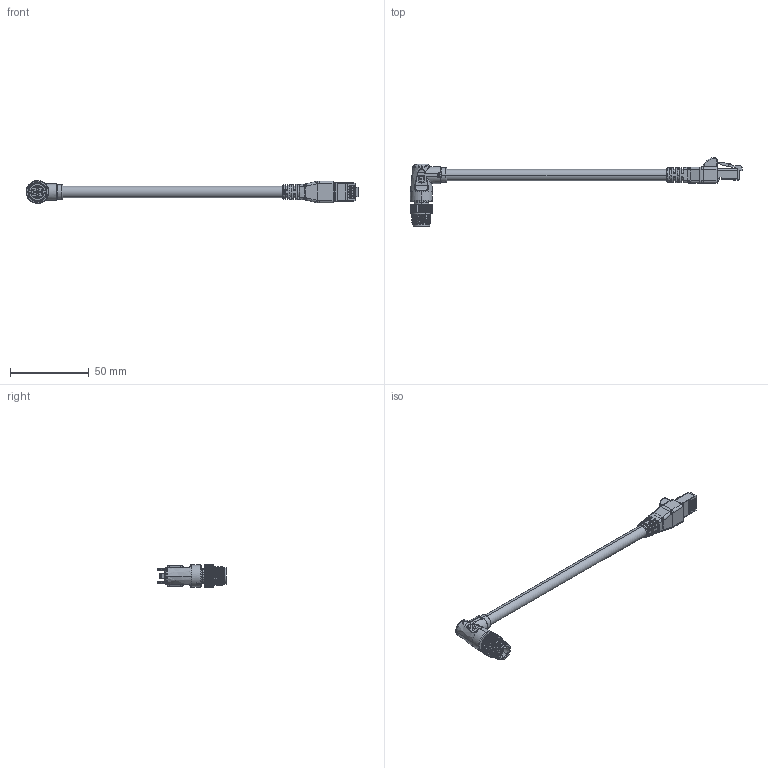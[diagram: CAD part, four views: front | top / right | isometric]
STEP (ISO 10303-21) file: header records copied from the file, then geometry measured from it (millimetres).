
FILE_DESCRIPTION (( 'STEP AP203' ), '1' );
FILE_NAME ('10-06563.STEP', '2026-02-27T23:43:21', ( '' ), ( '' ), 'SwSTEP 2.0', 'SolidWorks 2025', '' );
FILE_SCHEMA (( 'CONFIG_CONTROL_DESIGN' ));
Length unit declared in the file: millimetre
Products named in the file (11): 50-00993-01_STEP; 50-00993-02; 50-00993-04_默认; 50-00993-05; 24-00464; 30-01713_blunt cut; 50-00993-03; 24-00362; 10-06563; 50-00993_STEP; 50-00995
Assembly tree (20 placements, depth 3):
  10-06563
    30-01713_blunt cut
    24-00464
    24-00362
    50-00993_STEP
      50-00993-01_STEP
      50-00993-02
      50-00993-03  x4
      50-00993-04_默认  x8
      50-00993-05
    50-00995
Bounding box: 210.35 x 43.62 x 14.49 mm (x, y, z)
Volume: 15666.7 mm3; surface area: 49596.7 mm2
Topology: 95 solids, 95 shells, 2077 faces, 5010 edges, 3187 vertices
Faces by surface type: plane 843, cylinder 677, bspline 289, cone 180, torus 71, sphere 17
Entity records: 62260 total; most frequent: CARTESIAN_POINT 21712, ORIENTED_EDGE 8456, DIRECTION 7559, EDGE_CURVE 4228, AXIS2_PLACEMENT_3D 2758, VERTEX_POINT 2719, VECTOR 2043, LINE 2043
